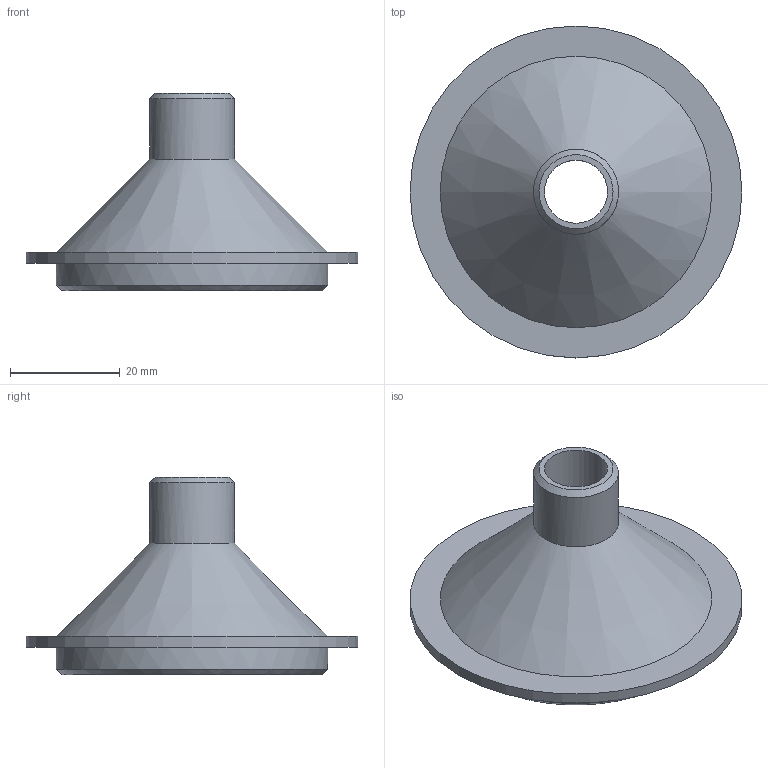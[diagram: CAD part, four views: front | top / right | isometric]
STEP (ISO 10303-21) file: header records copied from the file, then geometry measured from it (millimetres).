
FILE_DESCRIPTION(('FreeCAD Model'),'2;1');
FILE_NAME('Open CASCADE Shape Model','2022-03-04T19:33:54',('Author'),( ''),'Open CASCADE STEP processor 7.5','FreeCAD','Unknown');
FILE_SCHEMA(('AUTOMOTIVE_DESIGN { 1 0 10303 214 1 1 1 1 }'));
Length unit declared in the file: millimetre
Products named in the file (3): air_assist_hose_adapter; Body; Chamfer
Assembly tree (2 placements, depth 2):
  air_assist_hose_adapter
    Body
    Chamfer
Bounding box: 60.5 x 60.5 x 36 mm (x, y, z)
Volume: 16331 mm3; surface area: 19890.3 mm2
Topology: 2 solids, 2 shells, 26 faces, 52 edges, 26 vertices
Faces by surface type: cylinder 10, revolution 8, bspline 4, cone 4
Full cylindrical faces by diameter (mm): 11.5 x2, 15.5 x2, 45.5 x2, 49.5 x2, 60.5 x2
Entity records: 1764 total; most frequent: CARTESIAN_POINT 663, DIRECTION 180, ORIENTED_EDGE 104, PCURVE 104, DEFINITIONAL_REPRESENTATION 104, LINE 102, VECTOR 102, EDGE_CURVE 52
